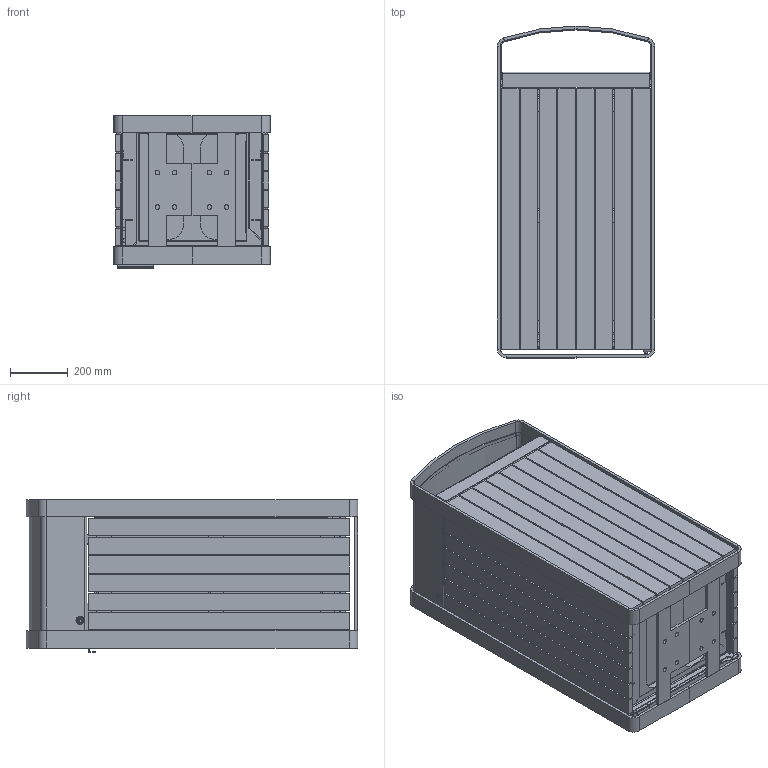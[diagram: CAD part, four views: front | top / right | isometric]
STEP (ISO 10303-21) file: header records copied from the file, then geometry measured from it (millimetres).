
FILE_DESCRIPTION (( 'STEP AP203' ), '1' );
FILE_NAME ('STLB.100.W.STEP', '2021-02-23T08:18:22', ( '' ), ( '' ), 'SwSTEP 2.0', 'SolidWorks 2020', '' );
FILE_SCHEMA (( 'CONFIG_CONTROL_DESIGN' ));
Length unit declared in the file: millimetre
Products named in the file (79): STLB Lock Pin; STLB.100-Garbage Side 2; STLB Lock Arm2; STLB.100-Insert Side1; STLB.100-Lock Axle Holder2; STLB Frame Bottom Reinf; STLB.W Side Frame; STLB Frame Glide plate Right; STLB.100- Frame Outside Strip; STLB Frame Panel Connect; STLB.100-Garbage Side 1; STLB.100.W Back strip; STLB.W Side Panel; STLB.100.W-Door Reinf; STLB Frame Lock Pin Slide Plate; STLB Axle; STLB Frame Glide plate Left; STLB.100-Insert Side2; STLB.W-Wood; STLB.W-Wood Hinge; STLB.W Back Con Strip; STLB Frame Back Panel connect; STLB.100.W Back Frame; STLB Lock Arm; socket set screw flat point_iso_ISO 4026 - M6 x 8-N; STLB Casette; STLB Door Axle; STLB.100-Lock Axle; STLB.100 Frame; plain washer normal grade a_iso_Washer ISO 7089 - 5; STLB.W Door lock; STLB Frame Lock Offset; _1-100-2; STLB.W Door Pos.; STLB Frame Trash insert connect; STLB.100 Garbage; hex nut style 1 gradeab_iso_ISO - 4032 - M5 - W - N; STLB.100 Frame Lock Connect; STLB.100-Frame Front Strip; STLB Lock Axle Holder ...
Assembly tree (188 placements, depth 4):
  STLB.100.W
    STLB.100 Frame Assembly
      STLB.100 Frame
        STLB.100- Frame Outside Strip  x4
        STLB.100-Frame Outside TopStrip  x2
        STLB.100-Frame Top plate
        STLB.100-Frame Bottom
        STLB.100-Frame Front Strip
        STLB Frame Bottom Reinf  x2
        STLB.100-Frame Back Strip
        STLB Frame Lock Offset
        STLB.100 Frame Lock Connect
        STLB Frame Lock End
        STLB Frame Panel Connect  x3
        STLB Frame Back Panel connect  x2
        STLB Frame Trash insert connect  x2
        STLB Frame Glide plate Left
        STLB Frame Glide plate Right
        STLB.100-Frame Bottom Strip  x2
      STLB Axle
        STLB Door Axle
        STLB Door Axle Mount
      STLB Casette
        STLB Cas Lock strip
        STLB Lock Pin  x2
      STLB Lock Pos pin
        STLB Frame Lock Pin Slide Plate
        STLB Frame Lock Pin Slide
      STLB Lock Arm
      STLB Lock Arm2
      STLB Lock Axle Holder
      STLB.100-Lock Axle Holder2
      STLB.100 Lock Axle
        STLB.100-Lock Axle
        STLB.100-Lock End
      slotted pan shoulder screw_din_DIN 923 - M5 x 12 --- 7N  x7
      PE Spacer 15x2.5x8.2.  x14
      Bush-PA 6x8x10x10x2 DIN1494  x3
      hex screw gradeab_iso_ISO 4017 - M5 x 12-N  x7
      plain washer normal grade a_iso_Washer ISO 7089 - 5  x11
      socket countersunk head screw_iso_ISO 10642 - M5 x 30 - 30N  x4
      socket countersunk head screw_iso_ISO 10642 - M5 x 12 - 12N  x2
      socket set screw flat point_iso_ISO 4026 - M6 x 8-N  x3
      Adjusting Ring DIN 705A Inox A1  x3
      STLB IPS Lock 8mm triangle
        _1-100-1-1
        _1-100-2
      hex nut style 1 gradeab_iso_ISO - 4032 - M5 - W - N  x4
    STLB.W Side Panel
      STLB.W Side Frame
        STLB.W-Side Strip  x3
        STLB.W Side Con Strip  x2
      STLB.W-Wood  x6
    STLB.W Side Panel
      STLB.W Side Frame
        STLB.W-Side Strip  x3
        STLB.W Side Con Strip  x2
      STLB.W-Wood  x6
    STLB.100.W Back Panel
      STLB.W-Wood  x8
Bounding box: 545 x 1150 x 530 mm (x, y, z)
Volume: 43480588.7 mm3; surface area: 12677593.9 mm2
Topology: 172 solids, 172 shells, 4356 faces, 10632 edges, 6633 vertices
Faces by surface type: plane 2399, cylinder 1352, cone 484, torus 88, bspline 33
Entity records: 77057 total; most frequent: CARTESIAN_POINT 12388, DIRECTION 11404, ORIENTED_EDGE 10768, EDGE_CURVE 5384, AXIS2_PLACEMENT_3D 3854, LINE 3696, VECTOR 3696, VERTEX_POINT 3405
